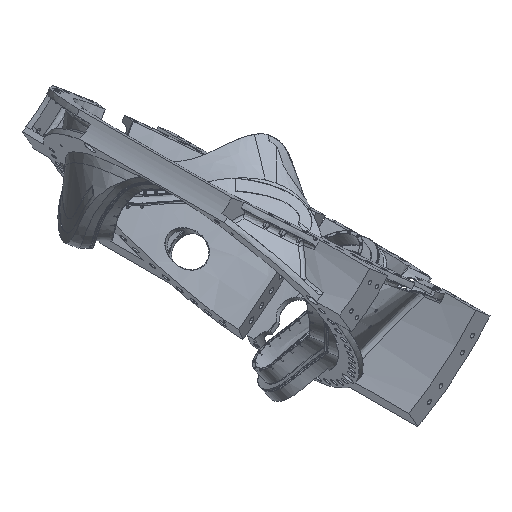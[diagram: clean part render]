
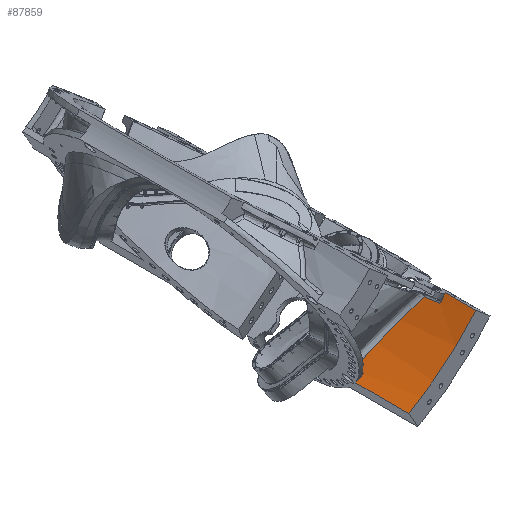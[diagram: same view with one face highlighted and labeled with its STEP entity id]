
A CAD part, isometric view. The second image highlights one B-rep face of the part: STEP entity #87859.
In plain terms, the highlighted cylindrical face has radius 1930.4 mm (diameter 3860.8 mm), a partial arc.
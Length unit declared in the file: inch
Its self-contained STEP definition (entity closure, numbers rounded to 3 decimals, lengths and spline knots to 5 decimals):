
#49615=CARTESIAN_POINT('Vertex',(38.28868,-47.1875,-65.81793)) ;
#49618=CARTESIAN_POINT('Line Origine',(38.28868,-39.3228,-65.81793)) ;
#49622=CARTESIAN_POINT('Vertex',(38.28868,-31.4581,-65.81793)) ;
#87501=CARTESIAN_POINT('Vertex',(58.22713,-47.1875,-49.18471)) ;
#87505=CARTESIAN_POINT('Control Point',(58.22713,-47.1875,-49.18471)) ;
#87506=CARTESIAN_POINT('Control Point',(54.99146,-47.1875,-52.99625)) ;
#87507=CARTESIAN_POINT('Control Point',(51.44237,-47.1875,-56.54171)) ;
#87508=CARTESIAN_POINT('Control Point',(47.60897,-47.1875,-59.78675)) ;
#87509=CARTESIAN_POINT('Control Point',(43.34742,-47.1875,-62.82943)) ;
#87510=CARTESIAN_POINT('Control Point',(38.85633,-47.1875,-65.48746)) ;
#87511=CARTESIAN_POINT('Control Point',(38.66751,-47.1875,-65.5983)) ;
#87512=CARTESIAN_POINT('Control Point',(38.47829,-47.1875,-65.70846)) ;
#87513=CARTESIAN_POINT('Control Point',(38.28868,-47.1875,-65.81793)) ;
#87764=CARTESIAN_POINT('Axis2P3D Location',(0.28868,-50.,0.)) ;
#87770=CARTESIAN_POINT('Control Point',(40.71215,-28.63854,-64.35793)) ;
#87771=CARTESIAN_POINT('Control Point',(40.68934,-28.87372,-64.37226)) ;
#87772=CARTESIAN_POINT('Control Point',(40.66657,-29.10791,-64.38654)) ;
#87773=CARTESIAN_POINT('Control Point',(40.64385,-29.34115,-64.40079)) ;
#87774=CARTESIAN_POINT('Control Point',(40.58765,-29.91662,-64.43598)) ;
#87775=CARTESIAN_POINT('Control Point',(40.53162,-30.48668,-64.47098)) ;
#87776=CARTESIAN_POINT('Control Point',(40.4989,-30.81808,-64.4914)) ;
#87777=CARTESIAN_POINT('Control Point',(40.46562,-31.15411,-64.51213)) ;
#87778=CARTESIAN_POINT('Control Point',(40.43248,-31.48783,-64.53274)) ;
#87779=CARTESIAN_POINT('Vertex',(40.71215,-28.63854,-64.35792)) ;
#87781=CARTESIAN_POINT('Vertex',(40.43248,-31.48783,-64.53274)) ;
#87785=CARTESIAN_POINT('Control Point',(40.43248,-31.48783,-64.53274)) ;
#87786=CARTESIAN_POINT('Control Point',(39.90245,-31.47299,-64.86246)) ;
#87787=CARTESIAN_POINT('Control Point',(39.36823,-31.46307,-65.18673)) ;
#87788=CARTESIAN_POINT('Control Point',(38.83018,-31.4581,-65.50529)) ;
#87789=CARTESIAN_POINT('Control Point',(38.28868,-31.4581,-65.81793)) ;
#87791=CARTESIAN_POINT('Line Origine',(58.22713,-50.,-49.18471)) ;
#87795=CARTESIAN_POINT('Vertex',(58.22713,-38.14605,-49.18471)) ;
#87799=CARTESIAN_POINT('Control Point',(58.22713,-38.14605,-49.18471)) ;
#87800=CARTESIAN_POINT('Control Point',(58.07966,-38.14702,-49.35842)) ;
#87801=CARTESIAN_POINT('Control Point',(57.93152,-38.14862,-49.53161)) ;
#87802=CARTESIAN_POINT('Control Point',(57.78271,-38.15085,-49.70427)) ;
#87803=CARTESIAN_POINT('Control Point',(57.54362,-38.15544,-49.97957)) ;
#87804=CARTESIAN_POINT('Control Point',(57.30284,-38.16165,-50.25349)) ;
#87805=CARTESIAN_POINT('Control Point',(57.21242,-38.1642,-50.35589)) ;
#87806=CARTESIAN_POINT('Control Point',(57.03114,-38.16975,-50.56026)) ;
#87807=CARTESIAN_POINT('Control Point',(56.84881,-38.17621,-50.76396)) ;
#87808=CARTESIAN_POINT('Control Point',(56.75732,-38.17967,-50.8657)) ;
#87809=CARTESIAN_POINT('Control Point',(56.66562,-38.18336,-50.96724)) ;
#87810=CARTESIAN_POINT('Control Point',(56.57367,-38.18727,-51.06857)) ;
#87811=CARTESIAN_POINT('Vertex',(56.57367,-38.18727,-51.06857)) ;
#87815=CARTESIAN_POINT('Control Point',(56.57367,-38.18727,-51.06857)) ;
#87816=CARTESIAN_POINT('Control Point',(56.48956,-37.11774,-51.16128)) ;
#87817=CARTESIAN_POINT('Control Point',(56.40666,-36.04442,-51.25223)) ;
#87818=CARTESIAN_POINT('Control Point',(56.32422,-34.96801,-51.34231)) ;
#87819=CARTESIAN_POINT('Control Point',(56.24344,-33.88772,-51.43018)) ;
#87820=CARTESIAN_POINT('Vertex',(56.24344,-33.88772,-51.43018)) ;
#87824=CARTESIAN_POINT('Control Point',(56.24344,-33.88772,-51.43018)) ;
#87825=CARTESIAN_POINT('Control Point',(55.57827,-33.48926,-52.15388)) ;
#87826=CARTESIAN_POINT('Control Point',(54.90009,-33.10752,-52.86824)) ;
#87827=CARTESIAN_POINT('Control Point',(54.20961,-32.74306,-53.57232)) ;
#87828=CARTESIAN_POINT('Control Point',(53.35935,-32.32334,-54.41158)) ;
#87829=CARTESIAN_POINT('Control Point',(52.49377,-31.93111,-55.23308)) ;
#87830=CARTESIAN_POINT('Control Point',(52.34154,-31.86319,-55.37657)) ;
#87831=CARTESIAN_POINT('Control Point',(51.63341,-31.55212,-56.03946)) ;
#87832=CARTESIAN_POINT('Control Point',(50.91467,-31.25901,-56.69109)) ;
#87833=CARTESIAN_POINT('Control Point',(50.34307,-31.0396,-57.19644)) ;
#87834=CARTESIAN_POINT('Control Point',(49.55079,-30.75371,-57.87937)) ;
#87835=CARTESIAN_POINT('Control Point',(48.74292,-30.48621,-58.55173)) ;
#87836=CARTESIAN_POINT('Control Point',(48.52468,-30.41564,-58.73166)) ;
#87837=CARTESIAN_POINT('Control Point',(47.75763,-30.17346,-59.35806)) ;
#87838=CARTESIAN_POINT('Control Point',(46.97642,-29.94717,-59.97511)) ;
#87839=CARTESIAN_POINT('Control Point',(46.41131,-29.79358,-60.41084)) ;
#87840=CARTESIAN_POINT('Control Point',(45.55196,-29.57485,-61.05746)) ;
#87841=CARTESIAN_POINT('Control Point',(44.67566,-29.37349,-61.69272)) ;
#87842=CARTESIAN_POINT('Control Point',(44.38047,-29.30802,-61.90405)) ;
#87843=CARTESIAN_POINT('Control Point',(43.48761,-29.11696,-62.5352)) ;
#87844=CARTESIAN_POINT('Control Point',(42.57807,-28.94297,-63.15394)) ;
#87845=CARTESIAN_POINT('Control Point',(41.96304,-28.83419,-63.56153)) ;
#87846=CARTESIAN_POINT('Control Point',(41.34104,-28.73277,-63.96292)) ;
#87847=CARTESIAN_POINT('Control Point',(40.71215,-28.63854,-64.35793)) ;
#49619=DIRECTION('Vector Direction',(0.,0.039,0.)) ;
#87765=DIRECTION('Axis2P3D Direction',(0.,0.039,0.)) ;
#87766=DIRECTION('Axis2P3D XDirection',(0.,0.,0.039)) ;
#87792=DIRECTION('Vector Direction',(0.,0.039,0.)) ;
#87767=AXIS2_PLACEMENT_3D('Cylinder Axis2P3D',#87764,#87765,#87766) ;
#87850=ORIENTED_EDGE('',*,*,#87783,.T.) ;
#87851=ORIENTED_EDGE('',*,*,#87790,.T.) ;
#87852=ORIENTED_EDGE('',*,*,#49624,.F.) ;
#87853=ORIENTED_EDGE('',*,*,#87514,.F.) ;
#87854=ORIENTED_EDGE('',*,*,#87797,.T.) ;
#87855=ORIENTED_EDGE('',*,*,#87813,.T.) ;
#87856=ORIENTED_EDGE('',*,*,#87822,.T.) ;
#87857=ORIENTED_EDGE('',*,*,#87848,.T.) ;
#49620=VECTOR('Line Direction',#49619,0.03937) ;
#87793=VECTOR('Line Direction',#87792,0.03937) ;
#87859=ADVANCED_FACE('',(#87858),#87768,.F.) ;
#87504=B_SPLINE_CURVE_WITH_KNOTS('',5,(#87505,#87506,#87507,#87508,#87509,#87510,#87511,#87512,#87513),.UNSPECIFIED.,.F.,.U.,(6,3,6),(0.,897.9772,937.30109),.UNSPECIFIED.) ;
#87769=B_SPLINE_CURVE_WITH_KNOTS('',5,(#87770,#87771,#87772,#87773,#87774,#87775,#87776,#87777,#87778),.UNSPECIFIED.,.F.,.U.,(6,3,6),(0.,41.69568,103.28622),.UNSPECIFIED.) ;
#87784=B_SPLINE_CURVE_WITH_KNOTS('',4,(#87785,#87786,#87787,#87788,#87789),.UNSPECIFIED.,.F.,.U.,(5,5),(0.,89.79819),.UNSPECIFIED.) ;
#87798=B_SPLINE_CURVE_WITH_KNOTS('',5,(#87799,#87800,#87801,#87802,#87803,#87804,#87805,#87806,#87807,#87808,#87809,#87810),.UNSPECIFIED.,.F.,.U.,(6,3,3,6),(0.,40.95826,65.51849,90.07871),.UNSPECIFIED.) ;
#87814=B_SPLINE_CURVE_WITH_KNOTS('',4,(#87815,#87816,#87817,#87818,#87819),.UNSPECIFIED.,.F.,.U.,(5,5),(0.,155.44363),.UNSPECIFIED.) ;
#87823=B_SPLINE_CURVE_WITH_KNOTS('',5,(#87824,#87825,#87826,#87827,#87828,#87829,#87830,#87831,#87832,#87833,#87834,#87835,#87836,#87837,#87838,#87839,#87840,#87841,#87842,#87843,#87844,#87845,#87846,#87847),.UNSPECIFIED.,.F.,.U.,(6,3,3,3,3,3,3,6),(0.,186.24741,225.59508,369.66063,422.6291,554.77514,621.01923,754.34948),.UNSPECIFIED.) ;
#87768=CYLINDRICAL_SURFACE('generated cylinder',#87767,76.) ;
#49624=EDGE_CURVE('',#49616,#49623,#49621,.T.) ;
#87514=EDGE_CURVE('',#87502,#49616,#87504,.T.) ;
#87783=EDGE_CURVE('',#87780,#87782,#87769,.T.) ;
#87790=EDGE_CURVE('',#87782,#49623,#87784,.T.) ;
#87797=EDGE_CURVE('',#87502,#87796,#87794,.T.) ;
#87813=EDGE_CURVE('',#87796,#87812,#87798,.T.) ;
#87822=EDGE_CURVE('',#87812,#87821,#87814,.T.) ;
#87848=EDGE_CURVE('',#87821,#87780,#87823,.T.) ;
#87849=EDGE_LOOP('',(#87850,#87851,#87852,#87853,#87854,#87855,#87856,#87857)) ;
#87858=FACE_OUTER_BOUND('',#87849,.T.) ;
#49621=LINE('Line',#49618,#49620) ;
#87794=LINE('Line',#87791,#87793) ;
#49616=VERTEX_POINT('',#49615) ;
#49623=VERTEX_POINT('',#49622) ;
#87502=VERTEX_POINT('',#87501) ;
#87780=VERTEX_POINT('',#87779) ;
#87782=VERTEX_POINT('',#87781) ;
#87796=VERTEX_POINT('',#87795) ;
#87812=VERTEX_POINT('',#87811) ;
#87821=VERTEX_POINT('',#87820) ;
